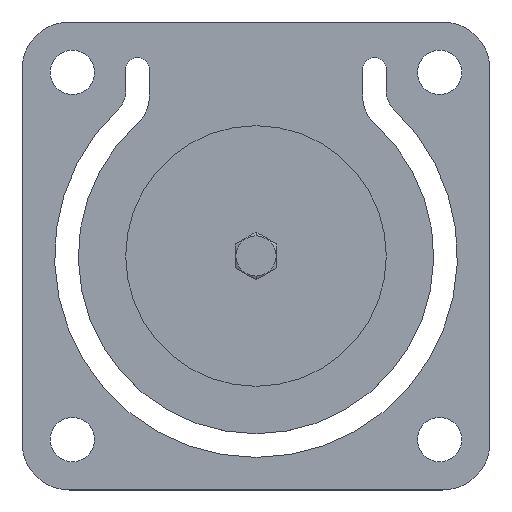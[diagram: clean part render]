
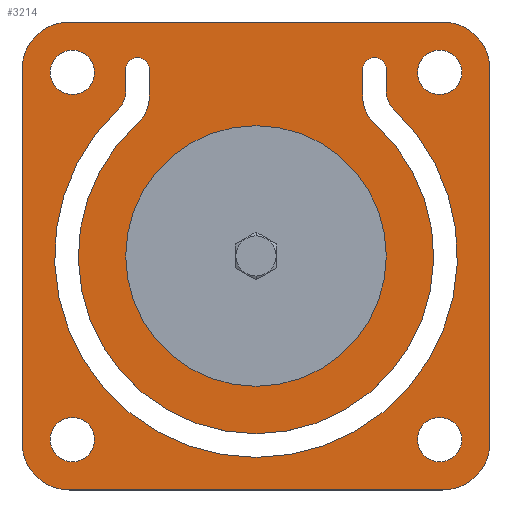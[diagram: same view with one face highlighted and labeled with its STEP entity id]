
A CAD part, top view. The second image highlights one B-rep face of the part: STEP entity #3214.
In plain terms, the highlighted planar face has unit normal (0, 0, 1).
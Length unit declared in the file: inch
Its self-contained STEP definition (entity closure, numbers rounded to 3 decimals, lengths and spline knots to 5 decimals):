
#223=FACE_BOUND($,#514,.T.);
#224=FACE_BOUND($,#515,.T.);
#225=FACE_BOUND($,#516,.T.);
#226=FACE_BOUND($,#517,.T.);
#227=FACE_BOUND($,#518,.T.);
#228=FACE_BOUND($,#519,.T.);
#229=FACE_BOUND($,#520,.T.);
#259=PLANE($,#3457);
#514=EDGE_LOOP($,(#2165,#2166,#2167,#2168,#2169,#2170,#2171,#2172,#2173,
#2174,#2175,#2176));
#515=EDGE_LOOP($,(#2177));
#516=EDGE_LOOP($,(#2178));
#517=EDGE_LOOP($,(#2179));
#518=EDGE_LOOP($,(#2180));
#519=EDGE_LOOP($,(#2181));
#520=EDGE_LOOP($,(#2182,#2183,#2184,#2185,#2186,#2187,#2188,#2189));
#761=LINE($,#4909,#983);
#766=LINE($,#4933,#988);
#769=LINE($,#4943,#991);
#770=LINE($,#4946,#992);
#771=LINE($,#4962,#993);
#772=LINE($,#4966,#994);
#773=LINE($,#4970,#995);
#774=LINE($,#4973,#996);
#983=VECTOR($,#3866,0.2917);
#988=VECTOR($,#3891,0.2367);
#991=VECTOR($,#3900,0.2367);
#992=VECTOR($,#3903,0.2917);
#993=VECTOR($,#3918,3.9375);
#994=VECTOR($,#3921,3.9375);
#995=VECTOR($,#3924,3.9375);
#996=VECTOR($,#3927,3.9375);
#1202=CIRCLE($,#3445,0.375);
#1204=CIRCLE($,#3449,0.375);
#1205=CIRCLE($,#3451,1.875);
#1207=CIRCLE($,#3454,0.25);
#1209=CIRCLE($,#3458,2.125);
#1210=CIRCLE($,#3459,0.25);
#1211=CIRCLE($,#3460,0.125);
#1212=CIRCLE($,#3461,0.125);
#1213=CIRCLE($,#3462,0.23438);
#1214=CIRCLE($,#3463,0.23438);
#1215=CIRCLE($,#3464,0.23438);
#1216=CIRCLE($,#3465,0.23438);
#1217=CIRCLE($,#3466,0.14063);
#1218=CIRCLE($,#3467,0.5);
#1219=CIRCLE($,#3468,0.5);
#1220=CIRCLE($,#3469,0.5);
#1221=CIRCLE($,#3470,0.5);
#1378=VERTEX_POINT($,#4899);
#1379=VERTEX_POINT($,#4901);
#1381=VERTEX_POINT($,#4907);
#1384=VERTEX_POINT($,#4914);
#1385=VERTEX_POINT($,#4916);
#1386=VERTEX_POINT($,#4923);
#1387=VERTEX_POINT($,#4924);
#1390=VERTEX_POINT($,#4932);
#1392=VERTEX_POINT($,#4938);
#1393=VERTEX_POINT($,#4940);
#1394=VERTEX_POINT($,#4942);
#1395=VERTEX_POINT($,#4944);
#1396=VERTEX_POINT($,#4948);
#1397=VERTEX_POINT($,#4950);
#1398=VERTEX_POINT($,#4952);
#1399=VERTEX_POINT($,#4954);
#1400=VERTEX_POINT($,#4956);
#1401=VERTEX_POINT($,#4958);
#1402=VERTEX_POINT($,#4959);
#1403=VERTEX_POINT($,#4961);
#1404=VERTEX_POINT($,#4963);
#1405=VERTEX_POINT($,#4965);
#1406=VERTEX_POINT($,#4967);
#1407=VERTEX_POINT($,#4969);
#1408=VERTEX_POINT($,#4971);
#1660=EDGE_CURVE($,#1378,#1379,#1202,.T.);
#1664=EDGE_CURVE($,#1378,#1381,#761,.T.);
#1667=EDGE_CURVE($,#1384,#1385,#1204,.T.);
#1669=EDGE_CURVE($,#1384,#1379,#1205,.T.);
#1671=EDGE_CURVE($,#1386,#1387,#1207,.T.);
#1675=EDGE_CURVE($,#1390,#1387,#766,.T.);
#1678=EDGE_CURVE($,#1386,#1392,#1209,.T.);
#1679=EDGE_CURVE($,#1393,#1392,#1210,.T.);
#1680=EDGE_CURVE($,#1393,#1394,#769,.T.);
#1681=EDGE_CURVE($,#1394,#1395,#1211,.T.);
#1682=EDGE_CURVE($,#1395,#1385,#770,.T.);
#1683=EDGE_CURVE($,#1381,#1390,#1212,.T.);
#1684=EDGE_CURVE($,#1396,#1396,#1213,.T.);
#1685=EDGE_CURVE($,#1397,#1397,#1214,.T.);
#1686=EDGE_CURVE($,#1398,#1398,#1215,.T.);
#1687=EDGE_CURVE($,#1399,#1399,#1216,.T.);
#1688=EDGE_CURVE($,#1400,#1400,#1217,.T.);
#1689=EDGE_CURVE($,#1401,#1402,#1218,.T.);
#1690=EDGE_CURVE($,#1403,#1401,#771,.T.);
#1691=EDGE_CURVE($,#1404,#1403,#1219,.T.);
#1692=EDGE_CURVE($,#1405,#1404,#772,.T.);
#1693=EDGE_CURVE($,#1406,#1405,#1220,.T.);
#1694=EDGE_CURVE($,#1407,#1406,#773,.T.);
#1695=EDGE_CURVE($,#1408,#1407,#1221,.T.);
#1696=EDGE_CURVE($,#1402,#1408,#774,.T.);
#2165=ORIENTED_EDGE($,*,*,#1671,.F.);
#2166=ORIENTED_EDGE($,*,*,#1678,.T.);
#2167=ORIENTED_EDGE($,*,*,#1679,.F.);
#2168=ORIENTED_EDGE($,*,*,#1680,.T.);
#2169=ORIENTED_EDGE($,*,*,#1681,.T.);
#2170=ORIENTED_EDGE($,*,*,#1682,.T.);
#2171=ORIENTED_EDGE($,*,*,#1667,.F.);
#2172=ORIENTED_EDGE($,*,*,#1669,.T.);
#2173=ORIENTED_EDGE($,*,*,#1660,.F.);
#2174=ORIENTED_EDGE($,*,*,#1664,.T.);
#2175=ORIENTED_EDGE($,*,*,#1683,.T.);
#2176=ORIENTED_EDGE($,*,*,#1675,.T.);
#2177=ORIENTED_EDGE($,*,*,#1684,.T.);
#2178=ORIENTED_EDGE($,*,*,#1685,.T.);
#2179=ORIENTED_EDGE($,*,*,#1686,.T.);
#2180=ORIENTED_EDGE($,*,*,#1687,.T.);
#2181=ORIENTED_EDGE($,*,*,#1688,.T.);
#2182=ORIENTED_EDGE($,*,*,#1689,.F.);
#2183=ORIENTED_EDGE($,*,*,#1690,.F.);
#2184=ORIENTED_EDGE($,*,*,#1691,.F.);
#2185=ORIENTED_EDGE($,*,*,#1692,.F.);
#2186=ORIENTED_EDGE($,*,*,#1693,.F.);
#2187=ORIENTED_EDGE($,*,*,#1694,.F.);
#2188=ORIENTED_EDGE($,*,*,#1695,.F.);
#2189=ORIENTED_EDGE($,*,*,#1696,.F.);
#3214=ADVANCED_FACE($,(#223,#224,#225,#226,#227,#228,#229),#259,.T.);
#3445=AXIS2_PLACEMENT_3D($,#4902,#3859,#3860);
#3449=AXIS2_PLACEMENT_3D($,#4917,#3872,#3873);
#3451=AXIS2_PLACEMENT_3D($,#4920,#3877,#3878);
#3454=AXIS2_PLACEMENT_3D($,#4925,#3883,#3884);
#3457=AXIS2_PLACEMENT_3D($,#4937,#3894,#3895);
#3458=AXIS2_PLACEMENT_3D($,#4939,#3896,#3897);
#3459=AXIS2_PLACEMENT_3D($,#4941,#3898,#3899);
#3460=AXIS2_PLACEMENT_3D($,#4945,#3901,#3902);
#3461=AXIS2_PLACEMENT_3D($,#4947,#3904,#3905);
#3462=AXIS2_PLACEMENT_3D($,#4949,#3906,#3907);
#3463=AXIS2_PLACEMENT_3D($,#4951,#3908,#3909);
#3464=AXIS2_PLACEMENT_3D($,#4953,#3910,#3911);
#3465=AXIS2_PLACEMENT_3D($,#4955,#3912,#3913);
#3466=AXIS2_PLACEMENT_3D($,#4957,#3914,#3915);
#3467=AXIS2_PLACEMENT_3D($,#4960,#3916,#3917);
#3468=AXIS2_PLACEMENT_3D($,#4964,#3919,#3920);
#3469=AXIS2_PLACEMENT_3D($,#4968,#3922,#3923);
#3470=AXIS2_PLACEMENT_3D($,#4972,#3925,#3926);
#3859=DIRECTION('center_axis',(0.,0.,1.));
#3860=DIRECTION('ref_axis',(-0.913,-0.408,0.));
#3866=DIRECTION($,(0.,1.,0.));
#3872=DIRECTION('center_axis',(0.,0.,1.));
#3873=DIRECTION('ref_axis',(0.913,-0.408,0.));
#3877=DIRECTION('center_axis',(0.,0.,1.));
#3878=DIRECTION('ref_axis',(-0.6,0.8,0.));
#3883=DIRECTION('center_axis',(0.,0.,-1.));
#3884=DIRECTION('ref_axis',(-0.918,-0.397,0.));
#3891=DIRECTION($,(0.,-1.,0.));
#3894=DIRECTION('center_axis',(0.,0.,1.));
#3895=DIRECTION('ref_axis',(1.,0.,0.));
#3896=DIRECTION('center_axis',(0.,0.,-1.));
#3897=DIRECTION('ref_axis',(0.647,-0.762,0.));
#3898=DIRECTION('center_axis',(0.,0.,-1.));
#3899=DIRECTION('ref_axis',(0.918,-0.397,0.));
#3900=DIRECTION($,(0.,1.,0.));
#3901=DIRECTION('center_axis',(0.,0.,-1.));
#3902=DIRECTION('ref_axis',(-1.,0.,0.));
#3903=DIRECTION($,(0.,-1.,0.));
#3904=DIRECTION('center_axis',(0.,0.,-1.));
#3905=DIRECTION('ref_axis',(-1.,0.,0.));
#3906=DIRECTION('center_axis',(0.,0.,-1.));
#3907=DIRECTION('ref_axis',(-1.,0.,0.));
#3908=DIRECTION('center_axis',(0.,0.,-1.));
#3909=DIRECTION('ref_axis',(-1.,0.,0.));
#3910=DIRECTION('center_axis',(0.,0.,-1.));
#3911=DIRECTION('ref_axis',(-1.,0.,0.));
#3912=DIRECTION('center_axis',(0.,0.,-1.));
#3913=DIRECTION('ref_axis',(-1.,0.,0.));
#3914=DIRECTION('center_axis',(0.,0.,-1.));
#3915=DIRECTION('ref_axis',(-1.,0.,0.));
#3916=DIRECTION('center_axis',(0.,0.,-1.));
#3917=DIRECTION('ref_axis',(-1.,0.,0.));
#3918=DIRECTION($,(1.,0.,0.));
#3919=DIRECTION('center_axis',(0.,0.,-1.));
#3920=DIRECTION('ref_axis',(0.,-1.,0.));
#3921=DIRECTION($,(0.,1.,0.));
#3922=DIRECTION('center_axis',(0.,0.,-1.));
#3923=DIRECTION('ref_axis',(1.,0.,0.));
#3924=DIRECTION($,(-1.,0.,0.));
#3925=DIRECTION('center_axis',(0.,0.,-1.));
#3926=DIRECTION('ref_axis',(0.,1.,0.));
#3927=DIRECTION($,(0.,-1.,0.));
#4899=CARTESIAN_POINT('',(1.125,1.67705,0.125));
#4901=CARTESIAN_POINT('',(1.25,1.39754,0.125));
#4902=CARTESIAN_POINT('Origin',(1.5,1.67705,0.125));
#4907=CARTESIAN_POINT('',(1.125,1.96875,0.125));
#4909=CARTESIAN_POINT($,(1.125,0.75,0.125));
#4914=CARTESIAN_POINT('',(-1.25,1.39754,0.125));
#4916=CARTESIAN_POINT('',(-1.125,1.67705,0.125));
#4917=CARTESIAN_POINT('Origin',(-1.5,1.67705,0.125));
#4920=CARTESIAN_POINT('Origin',(0.,0.,0.125));
#4923=CARTESIAN_POINT('',(1.45395,1.54973,0.125));
#4924=CARTESIAN_POINT('',(1.375,1.73205,0.125));
#4925=CARTESIAN_POINT('Origin',(1.625,1.73205,0.125));
#4932=CARTESIAN_POINT('',(1.375,1.96875,0.125));
#4933=CARTESIAN_POINT($,(1.375,0.98438,0.125));
#4937=CARTESIAN_POINT('Origin',(0.,0.,
0.125));
#4938=CARTESIAN_POINT('',(-1.45395,1.54973,0.125));
#4939=CARTESIAN_POINT('Origin',(0.,0.,0.125));
#4940=CARTESIAN_POINT('',(-1.375,1.73205,0.125));
#4941=CARTESIAN_POINT('Origin',(-1.625,1.73205,0.125));
#4942=CARTESIAN_POINT('',(-1.375,1.96875,0.125));
#4943=CARTESIAN_POINT($,(-1.375,0.81009,0.125));
#4944=CARTESIAN_POINT('',(-1.125,1.96875,0.125));
#4945=CARTESIAN_POINT('Origin',(-1.25,1.96875,0.125));
#4946=CARTESIAN_POINT($,(-1.125,0.98438,0.125));
#4947=CARTESIAN_POINT('Origin',(1.25,1.96875,0.125));
#4948=CARTESIAN_POINT('',(2.17188,1.9375,0.125));
#4949=CARTESIAN_POINT('Origin',(1.9375,1.9375,0.125));
#4950=CARTESIAN_POINT('',(2.17188,-1.9375,0.125));
#4951=CARTESIAN_POINT('Origin',(1.9375,-1.9375,0.125));
#4952=CARTESIAN_POINT('',(-1.70313,-1.9375,0.125));
#4953=CARTESIAN_POINT('Origin',(-1.9375,-1.9375,0.125));
#4954=CARTESIAN_POINT('',(-1.70313,1.9375,0.125));
#4955=CARTESIAN_POINT('Origin',(-1.9375,1.9375,0.125));
#4956=CARTESIAN_POINT('',(0.14063,0.,0.125));
#4957=CARTESIAN_POINT('Origin',(0.,0.,0.125));
#4958=CARTESIAN_POINT('',(1.96875,2.46875,0.125));
#4959=CARTESIAN_POINT('',(2.46875,1.96875,0.125));
#4960=CARTESIAN_POINT('Origin',(1.96875,1.96875,0.125));
#4961=CARTESIAN_POINT('',(-1.96875,2.46875,0.125));
#4962=CARTESIAN_POINT($,(-1.96875,2.46875,0.125));
#4963=CARTESIAN_POINT('',(-2.46875,1.96875,0.125));
#4964=CARTESIAN_POINT('Origin',(-1.96875,1.96875,0.125));
#4965=CARTESIAN_POINT('',(-2.46875,-1.96875,0.125));
#4966=CARTESIAN_POINT($,(-2.46875,-1.96875,0.125));
#4967=CARTESIAN_POINT('',(-1.96875,-2.46875,0.125));
#4968=CARTESIAN_POINT('Origin',(-1.96875,-1.96875,0.125));
#4969=CARTESIAN_POINT('',(1.96875,-2.46875,0.125));
#4970=CARTESIAN_POINT($,(1.96875,-2.46875,0.125));
#4971=CARTESIAN_POINT('',(2.46875,-1.96875,0.125));
#4972=CARTESIAN_POINT('Origin',(1.96875,-1.96875,0.125));
#4973=CARTESIAN_POINT($,(2.46875,1.96875,0.125));
